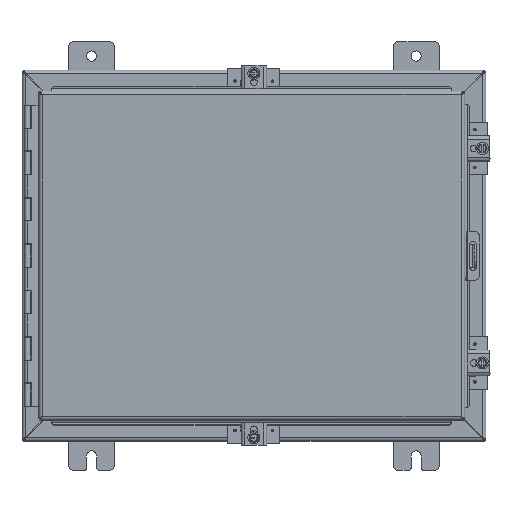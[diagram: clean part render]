
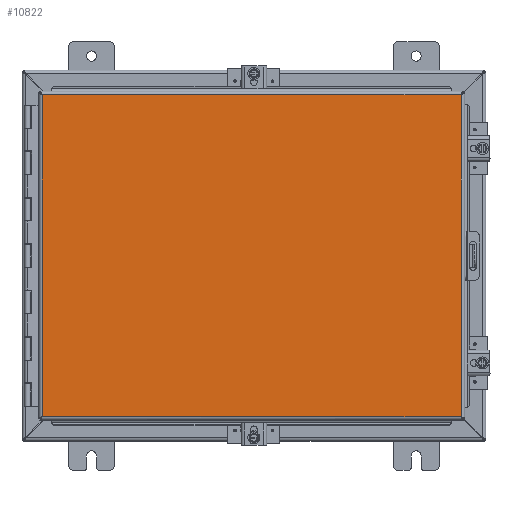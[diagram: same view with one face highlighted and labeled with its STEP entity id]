
A CAD part, top view. The second image highlights one B-rep face of the part: STEP entity #10822.
In plain terms, the highlighted face is planar.
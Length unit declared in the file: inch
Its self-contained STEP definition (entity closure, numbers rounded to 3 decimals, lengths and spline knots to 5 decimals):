
#1249=PLANE('',#11509);
#1748=FACE_OUTER_BOUND('',#2388,.T.);
#2388=EDGE_LOOP('',(#8937,#8938,#8939,#8940));
#3181=LINE('',#18400,#4112);
#3187=LINE('',#18521,#4118);
#3197=LINE('',#18674,#4128);
#3200=LINE('',#18707,#4131);
#4112=VECTOR('',#13283,18.0695);
#4118=VECTOR('',#13297,18.0695);
#4128=VECTOR('',#13319,13.882);
#4131=VECTOR('',#13328,13.882);
#5342=VERTEX_POINT('',#18391);
#5343=VERTEX_POINT('',#18399);
#5346=VERTEX_POINT('',#18469);
#5347=VERTEX_POINT('',#18513);
#6608=EDGE_CURVE('',#5343,#5342,#3181,.T.);
#6621=EDGE_CURVE('',#5346,#5347,#3187,.T.);
#6638=EDGE_CURVE('',#5342,#5346,#3197,.T.);
#6642=EDGE_CURVE('',#5347,#5343,#3200,.T.);
#8937=ORIENTED_EDGE('',*,*,#6638,.T.);
#8938=ORIENTED_EDGE('',*,*,#6621,.T.);
#8939=ORIENTED_EDGE('',*,*,#6642,.T.);
#8940=ORIENTED_EDGE('',*,*,#6608,.T.);
#10822=ADVANCED_FACE('',(#1748),#1249,.F.);
#11509=AXIS2_PLACEMENT_3D('',#18787,#13342,#13343);
#13283=DIRECTION('',(-1.,0.,0.));
#13297=DIRECTION('',(1.,0.,0.));
#13319=DIRECTION('',(0.,1.,0.));
#13328=DIRECTION('',(0.,-1.,0.));
#13342=DIRECTION('center_axis',(0.,0.,1.));
#13343=DIRECTION('ref_axis',(1.,0.,0.));
#18391=CARTESIAN_POINT('',(-9.03475,-6.941,0.));
#18399=CARTESIAN_POINT('',(9.03475,-6.941,0.));
#18400=CARTESIAN_POINT('',(4.51738,-6.941,0.));
#18469=CARTESIAN_POINT('',(-9.03475,6.941,0.));
#18513=CARTESIAN_POINT('',(9.03475,6.941,0.));
#18521=CARTESIAN_POINT('',(-4.59375,6.941,0.));
#18674=CARTESIAN_POINT('',(-9.03475,-3.4705,0.));
#18707=CARTESIAN_POINT('',(9.03475,3.4705,0.));
#18787=CARTESIAN_POINT('Origin',(0.,0.,
0.));
